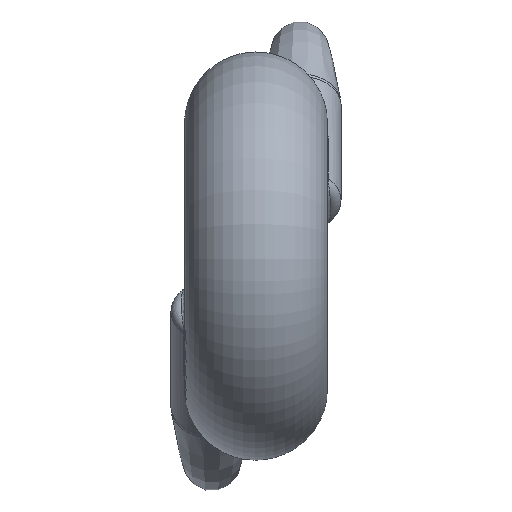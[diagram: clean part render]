
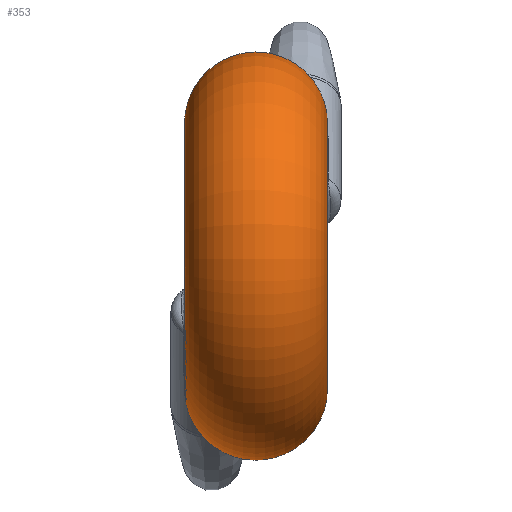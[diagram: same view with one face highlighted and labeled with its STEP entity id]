
A CAD part, left-side view. The second image highlights one B-rep face of the part: STEP entity #353.
In plain terms, the highlighted toroidal (fillet/blend) face has major radius 3.9 mm and minor radius 2.1 mm.
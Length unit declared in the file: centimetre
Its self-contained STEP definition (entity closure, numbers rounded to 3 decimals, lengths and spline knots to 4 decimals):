
#14=TOROIDAL_SURFACE('',#386,0.39,0.21);
#49=B_SPLINE_CURVE_WITH_KNOTS('',3,(#1221,#1222,#1223,#1224,#1225,#1226,
#1227,#1228,#1229,#1230,#1231,#1232,#1233,#1234,#1235,#1236),
 .UNSPECIFIED.,.F.,.F.,(4,1,1,1,1,1,1,1,1,1,1,1,1,4),(-0.847,
-0.7865,-0.726,-0.605,-0.5445,
-0.484,-0.4235,-0.363,-0.3025,
-0.242,-0.1815,-0.121,-0.0605,
0.),.UNSPECIFIED.);
#53=B_SPLINE_CURVE_WITH_KNOTS('',3,(#1359,#1360,#1361,#1362,#1363,#1364,
#1365,#1366,#1367,#1368,#1369,#1370,#1371,#1372,#1373,#1374),
 .UNSPECIFIED.,.F.,.F.,(4,1,1,1,1,1,1,1,1,1,1,1,1,4),(-0.847,
-0.7865,-0.726,-0.605,-0.5445,
-0.484,-0.4235,-0.363,-0.3025,
-0.242,-0.1815,-0.121,-0.0605,
0.),.UNSPECIFIED.);
#69=FACE_BOUND('',#114,.T.);
#84=FACE_OUTER_BOUND('',#113,.T.);
#113=EDGE_LOOP('',(#268,#269));
#114=EDGE_LOOP('',(#270,#271));
#141=CIRCLE('',#387,0.39);
#142=CIRCLE('',#388,0.39);
#165=VERTEX_POINT('',#1218);
#166=VERTEX_POINT('',#1220);
#170=VERTEX_POINT('',#1357);
#171=VERTEX_POINT('',#1358);
#198=EDGE_CURVE('',#165,#166,#49,.T.);
#207=EDGE_CURVE('',#170,#171,#53,.T.);
#208=EDGE_CURVE('',#170,#171,#141,.T.);
#209=EDGE_CURVE('',#165,#166,#142,.T.);
#268=ORIENTED_EDGE('',*,*,#207,.F.);
#269=ORIENTED_EDGE('',*,*,#208,.T.);
#270=ORIENTED_EDGE('',*,*,#198,.F.);
#271=ORIENTED_EDGE('',*,*,#209,.T.);
#353=ADVANCED_FACE('',(#84,#69),#14,.T.);
#386=AXIS2_PLACEMENT_3D('',#1356,#449,#450);
#387=AXIS2_PLACEMENT_3D('',#1375,#451,#452);
#388=AXIS2_PLACEMENT_3D('',#1376,#453,#454);
#449=DIRECTION('center_axis',(0.,1.,0.));
#450=DIRECTION('ref_axis',(1.,0.,0.));
#451=DIRECTION('center_axis',(0.,1.,0.));
#452=DIRECTION('ref_axis',(-1.,0.,0.));
#453=DIRECTION('center_axis',(0.,-1.,0.));
#454=DIRECTION('ref_axis',(-1.,0.,0.));
#1218=CARTESIAN_POINT('',(0.3297,0.3,-0.2083));
#1220=CARTESIAN_POINT('',(0.1942,0.3,-0.3382));
#1221=CARTESIAN_POINT('Ctrl Pts',(0.3297,0.3,-0.2083));
#1222=CARTESIAN_POINT('Ctrl Pts',(0.3432,0.3,-0.2221));
#1223=CARTESIAN_POINT('Ctrl Pts',(0.3742,0.2946,-0.2455));
#1224=CARTESIAN_POINT('Ctrl Pts',(0.438,0.2642,-0.2772));
#1225=CARTESIAN_POINT('Ctrl Pts',(0.4861,0.2042,-0.3043));
#1226=CARTESIAN_POINT('Ctrl Pts',(0.4854,0.1365,-0.3474));
#1227=CARTESIAN_POINT('Ctrl Pts',(0.4597,0.099,
-0.3873));
#1228=CARTESIAN_POINT('Ctrl Pts',(0.4189,0.0854,
-0.4308));
#1229=CARTESIAN_POINT('Ctrl Pts',(0.3744,0.0993,
-0.4703));
#1230=CARTESIAN_POINT('Ctrl Pts',(0.3339,0.1371,-0.4947));
#1231=CARTESIAN_POINT('Ctrl Pts',(0.3014,0.1872,-0.4945));
#1232=CARTESIAN_POINT('Ctrl Pts',(0.2767,0.2348,-0.4704));
#1233=CARTESIAN_POINT('Ctrl Pts',(0.2554,0.2716,-0.4305));
#1234=CARTESIAN_POINT('Ctrl Pts',(0.2315,0.2948,-0.3826));
#1235=CARTESIAN_POINT('Ctrl Pts',(0.208,0.3,-0.3517));
#1236=CARTESIAN_POINT('Ctrl Pts',(0.1942,0.3,-0.3382));
#1356=CARTESIAN_POINT('Origin',(0.,0.09,0.));
#1357=CARTESIAN_POINT('',(0.3297,-0.12,0.2083));
#1358=CARTESIAN_POINT('',(0.1942,-0.12,0.3382));
#1359=CARTESIAN_POINT('Ctrl Pts',(0.3297,-0.12,0.2083));
#1360=CARTESIAN_POINT('Ctrl Pts',(0.3432,-0.12,0.2221));
#1361=CARTESIAN_POINT('Ctrl Pts',(0.3742,-0.1146,
0.2455));
#1362=CARTESIAN_POINT('Ctrl Pts',(0.438,-0.0842,
0.2772));
#1363=CARTESIAN_POINT('Ctrl Pts',(0.4861,-0.0242,
0.3043));
#1364=CARTESIAN_POINT('Ctrl Pts',(0.4854,0.0435,
0.3474));
#1365=CARTESIAN_POINT('Ctrl Pts',(0.4597,0.081,
0.3873));
#1366=CARTESIAN_POINT('Ctrl Pts',(0.4189,0.0946,
0.4308));
#1367=CARTESIAN_POINT('Ctrl Pts',(0.3744,0.0807,
0.4703));
#1368=CARTESIAN_POINT('Ctrl Pts',(0.3339,0.0429,
0.4947));
#1369=CARTESIAN_POINT('Ctrl Pts',(0.3014,-0.0072,
0.4945));
#1370=CARTESIAN_POINT('Ctrl Pts',(0.2767,-0.0548,
0.4704));
#1371=CARTESIAN_POINT('Ctrl Pts',(0.2554,-0.0916,
0.4305));
#1372=CARTESIAN_POINT('Ctrl Pts',(0.2315,-0.1148,
0.3826));
#1373=CARTESIAN_POINT('Ctrl Pts',(0.208,-0.12,
0.3517));
#1374=CARTESIAN_POINT('Ctrl Pts',(0.1942,-0.12,0.3382));
#1375=CARTESIAN_POINT('Origin',(0.,-0.12,0.));
#1376=CARTESIAN_POINT('Origin',(0.,0.3,0.));
